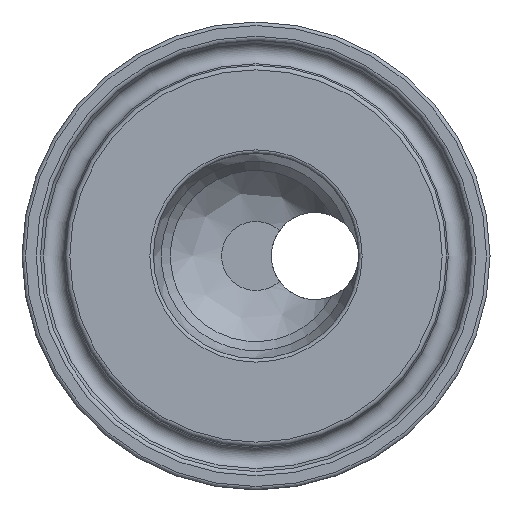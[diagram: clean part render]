
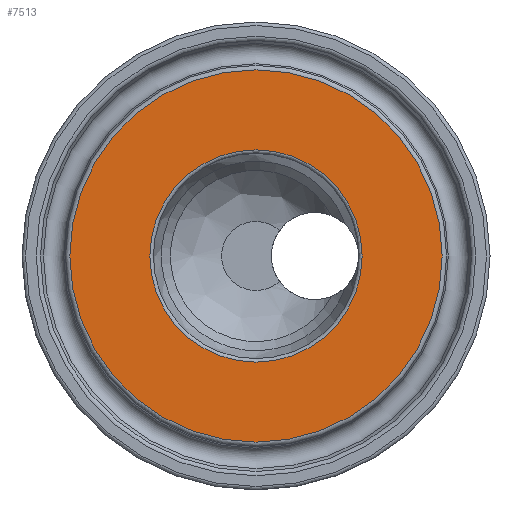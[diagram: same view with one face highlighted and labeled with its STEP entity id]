
A CAD part, left-side view. The second image highlights one B-rep face of the part: STEP entity #7513.
In plain terms, the highlighted planar face has unit normal (-1, 0, 0).
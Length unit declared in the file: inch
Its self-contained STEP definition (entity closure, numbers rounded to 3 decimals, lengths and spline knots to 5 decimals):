
#116=FACE_BOUND('',#1366,.T.);
#282=PLANE('',#7923);
#899=FACE_OUTER_BOUND('',#1365,.T.);
#1365=EDGE_LOOP('',(#6996));
#1366=EDGE_LOOP('',(#6997));
#1545=CIRCLE('',#7922,0.45);
#1546=CIRCLE('',#7924,0.78916);
#3678=VERTEX_POINT('',#16983);
#3679=VERTEX_POINT('',#16986);
#4788=EDGE_CURVE('',#3678,#3678,#1545,.T.);
#4789=EDGE_CURVE('',#3679,#3679,#1546,.T.);
#6996=ORIENTED_EDGE('',*,*,#4789,.F.);
#6997=ORIENTED_EDGE('',*,*,#4788,.F.);
#7513=ADVANCED_FACE('',(#899,#116),#282,.T.);
#7922=AXIS2_PLACEMENT_3D('',#16984,#9218,#9219);
#7923=AXIS2_PLACEMENT_3D('',#16985,#9220,#9221);
#7924=AXIS2_PLACEMENT_3D('',#16987,#9222,#9223);
#9218=DIRECTION('center_axis',(-1.,0.,0.));
#9219=DIRECTION('ref_axis',(0.,-1.,0.));
#9220=DIRECTION('center_axis',(-1.,0.,0.));
#9221=DIRECTION('ref_axis',(0.,0.,1.));
#9222=DIRECTION('center_axis',(1.,0.,0.));
#9223=DIRECTION('ref_axis',(0.,-1.,0.));
#16983=CARTESIAN_POINT('',(-0.5,0.45,0.));
#16984=CARTESIAN_POINT('Origin',(-0.5,0.,0.));
#16985=CARTESIAN_POINT('Origin',(-0.5,0.80316,0.));
#16986=CARTESIAN_POINT('',(-0.5,0.78916,0.));
#16987=CARTESIAN_POINT('Origin',(-0.5,0.,0.));
